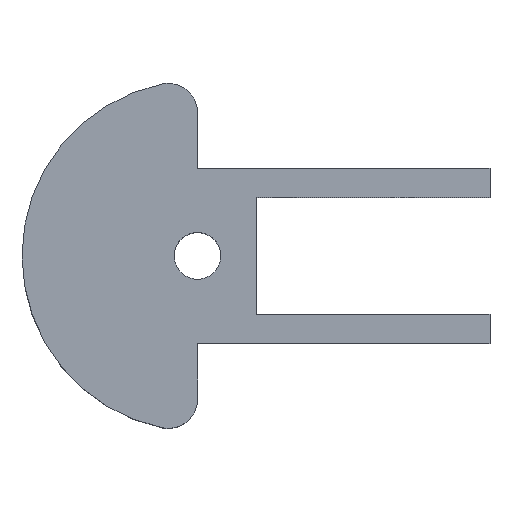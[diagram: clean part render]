
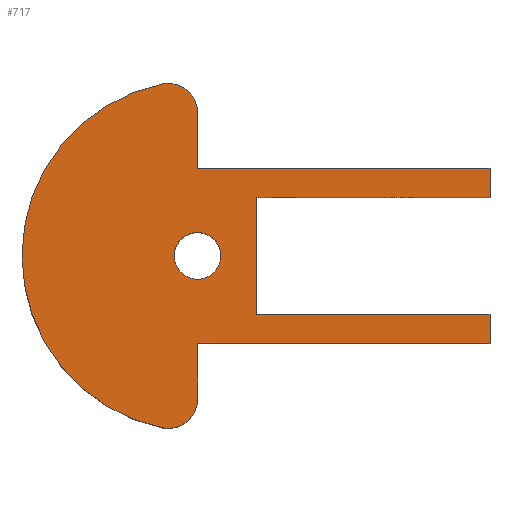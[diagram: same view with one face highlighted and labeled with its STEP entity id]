
A CAD part, top view. The second image highlights one B-rep face of the part: STEP entity #717.
In plain terms, the highlighted planar face has unit normal (0, 0, 1).
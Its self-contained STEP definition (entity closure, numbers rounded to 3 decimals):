
#22 = CARTESIAN_POINT ( 'NONE',  ( -31., -29.394, 20. ) ) ;
#24 = LINE ( 'NONE', #964, #658 ) ;
#27 = CIRCLE ( 'NONE', #155, 4. ) ;
#48 = CARTESIAN_POINT ( 'NONE',  ( -25., 0., 20. ) ) ;
#64 = ORIENTED_EDGE ( 'NONE', *, *, #1091, .F. ) ;
#70 = DIRECTION ( 'NONE',  ( 1., 0., 0. ) ) ;
#78 = FACE_OUTER_BOUND ( 'NONE', #647, .T. ) ;
#85 = EDGE_CURVE ( 'NONE', #1213, #1146, #709, .T. ) ;
#88 = CARTESIAN_POINT ( 'NONE',  ( -25., -15., 20. ) ) ;
#92 = CARTESIAN_POINT ( 'NONE',  ( -31., 29.394, 20. ) ) ;
#96 = CARTESIAN_POINT ( 'NONE',  ( -25., 0., 20. ) ) ;
#116 = CARTESIAN_POINT ( 'NONE',  ( -25., -30., 20. ) ) ;
#122 = VECTOR ( 'NONE', #70, 1000. ) ;
#155 = AXIS2_PLACEMENT_3D ( 'NONE', #1181, #859, #1275 ) ;
#167 = VERTEX_POINT ( 'NONE', #917 ) ;
#186 = CARTESIAN_POINT ( 'NONE',  ( -25., 10., 20. ) ) ;
#193 = LINE ( 'NONE', #186, #487 ) ;
#203 = CARTESIAN_POINT ( 'NONE',  ( 25., -15., 20. ) ) ;
#242 = DIRECTION ( 'NONE',  ( 0., 1., 0. ) ) ;
#251 = AXIS2_PLACEMENT_3D ( 'NONE', #1227, #1026, #302 ) ;
#260 = ORIENTED_EDGE ( 'NONE', *, *, #1339, .T. ) ;
#265 = CARTESIAN_POINT ( 'NONE',  ( 25., 15., 20. ) ) ;
#276 = DIRECTION ( 'NONE',  ( 0., -1., 0. ) ) ;
#286 = CIRCLE ( 'NONE', #682, 30. ) ;
#302 = DIRECTION ( 'NONE',  ( 1., 0., 0. ) ) ;
#307 = VERTEX_POINT ( 'NONE', #1282 ) ;
#311 = CARTESIAN_POINT ( 'NONE',  ( -15., -10., 20. ) ) ;
#314 = VERTEX_POINT ( 'NONE', #562 ) ;
#315 = ORIENTED_EDGE ( 'NONE', *, *, #538, .F. ) ;
#321 = VERTEX_POINT ( 'NONE', #22 ) ;
#329 = EDGE_CURVE ( 'NONE', #167, #314, #1276, .T. ) ;
#337 = DIRECTION ( 'NONE',  ( 1., 0., 0. ) ) ;
#342 = AXIS2_PLACEMENT_3D ( 'NONE', #48, #683, #669 ) ;
#377 = AXIS2_PLACEMENT_3D ( 'NONE', #926, #1340, #849 ) ;
#386 = LINE ( 'NONE', #1190, #708 ) ;
#399 = ORIENTED_EDGE ( 'NONE', *, *, #495, .T. ) ;
#400 = VECTOR ( 'NONE', #1201, 1000. ) ;
#416 = ORIENTED_EDGE ( 'NONE', *, *, #511, .T. ) ;
#423 = VERTEX_POINT ( 'NONE', #426 ) ;
#426 = CARTESIAN_POINT ( 'NONE',  ( -21., 0., 20. ) ) ;
#427 = CARTESIAN_POINT ( 'NONE',  ( -29., 0., 20. ) ) ;
#431 = DIRECTION ( 'NONE',  ( 1., 0., 0. ) ) ;
#458 = VERTEX_POINT ( 'NONE', #837 ) ;
#462 = CIRCLE ( 'NONE', #1148, 30. ) ;
#465 = EDGE_CURVE ( 'NONE', #714, #307, #462, .T. ) ;
#486 = DIRECTION ( 'NONE',  ( 1., 0., 0. ) ) ;
#487 = VECTOR ( 'NONE', #604, 1000. ) ;
#495 = EDGE_CURVE ( 'NONE', #1146, #568, #586, .T. ) ;
#511 = EDGE_CURVE ( 'NONE', #321, #1207, #597, .T. ) ;
#518 = ORIENTED_EDGE ( 'NONE', *, *, #1040, .F. ) ;
#538 = EDGE_CURVE ( 'NONE', #795, #423, #1332, .T. ) ;
#560 = CARTESIAN_POINT ( 'NONE',  ( -15., 10., 20. ) ) ;
#562 = CARTESIAN_POINT ( 'NONE',  ( 25., 15., 20. ) ) ;
#564 = ORIENTED_EDGE ( 'NONE', *, *, #465, .T. ) ;
#568 = VERTEX_POINT ( 'NONE', #1292 ) ;
#574 = CARTESIAN_POINT ( 'NONE',  ( -30., -24.495, 20. ) ) ;
#575 = ORIENTED_EDGE ( 'NONE', *, *, #85, .T. ) ;
#576 = LINE ( 'NONE', #594, #122 ) ;
#586 = LINE ( 'NONE', #265, #400 ) ;
#594 = CARTESIAN_POINT ( 'NONE',  ( -25., -10., 20. ) ) ;
#597 = CIRCLE ( 'NONE', #775, 5. ) ;
#604 = DIRECTION ( 'NONE',  ( -1., 0., 0. ) ) ;
#635 = CARTESIAN_POINT ( 'NONE',  ( -25., 0., 20. ) ) ;
#642 = VECTOR ( 'NONE', #867, 1000. ) ;
#646 = DIRECTION ( 'NONE',  ( -1., 0., 0. ) ) ;
#647 = EDGE_LOOP ( 'NONE', ( #564, #681, #416, #1028, #575, #399, #518, #64, #929, #957, #830, #260, #770 ) ) ;
#649 = DIRECTION ( 'NONE',  ( 0., 0., 1. ) ) ;
#658 = VECTOR ( 'NONE', #242, 1000. ) ;
#669 = DIRECTION ( 'NONE',  ( 1., 0., 0. ) ) ;
#681 = ORIENTED_EDGE ( 'NONE', *, *, #1140, .T. ) ;
#682 = AXIS2_PLACEMENT_3D ( 'NONE', #96, #649, #337 ) ;
#683 = DIRECTION ( 'NONE',  ( 0., 0., 1. ) ) ;
#688 = VERTEX_POINT ( 'NONE', #1019 ) ;
#702 = DIRECTION ( 'NONE',  ( 1., 0., 0. ) ) ;
#708 = VECTOR ( 'NONE', #276, 1000. ) ;
#709 = LINE ( 'NONE', #822, #861 ) ;
#714 = VERTEX_POINT ( 'NONE', #92 ) ;
#717 = ADVANCED_FACE ( 'NONE', ( #812, #78 ), #1122, .T. ) ;
#733 = VECTOR ( 'NONE', #646, 1000. ) ;
#734 = VERTEX_POINT ( 'NONE', #311 ) ;
#762 = CARTESIAN_POINT ( 'NONE',  ( 25., 15., 20. ) ) ;
#770 = ORIENTED_EDGE ( 'NONE', *, *, #1223, .T. ) ;
#775 = AXIS2_PLACEMENT_3D ( 'NONE', #574, #877, #486 ) ;
#795 = VERTEX_POINT ( 'NONE', #427 ) ;
#806 = EDGE_CURVE ( 'NONE', #314, #688, #838, .T. ) ;
#812 = FACE_BOUND ( 'NONE', #1053, .T. ) ;
#822 = CARTESIAN_POINT ( 'NONE',  ( -25., -15., 20. ) ) ;
#830 = ORIENTED_EDGE ( 'NONE', *, *, #806, .T. ) ;
#837 = CARTESIAN_POINT ( 'NONE',  ( -25., 24.495, 20. ) ) ;
#838 = LINE ( 'NONE', #845, #733 ) ;
#845 = CARTESIAN_POINT ( 'NONE',  ( -25., 15., 20. ) ) ;
#848 = LINE ( 'NONE', #116, #642 ) ;
#849 = DIRECTION ( 'NONE',  ( 1., 0., 0. ) ) ;
#851 = ORIENTED_EDGE ( 'NONE', *, *, #1277, .F. ) ;
#859 = DIRECTION ( 'NONE',  ( 0., 0., 1. ) ) ;
#861 = VECTOR ( 'NONE', #702, 1000. ) ;
#867 = DIRECTION ( 'NONE',  ( 0., 1., 0. ) ) ;
#877 = DIRECTION ( 'NONE',  ( 0., 0., 1. ) ) ;
#902 = EDGE_CURVE ( 'NONE', #1207, #1213, #848, .T. ) ;
#917 = CARTESIAN_POINT ( 'NONE',  ( 25., 10., 20. ) ) ;
#926 = CARTESIAN_POINT ( 'NONE',  ( -30., 24.495, 20. ) ) ;
#929 = ORIENTED_EDGE ( 'NONE', *, *, #1173, .F. ) ;
#957 = ORIENTED_EDGE ( 'NONE', *, *, #329, .T. ) ;
#964 = CARTESIAN_POINT ( 'NONE',  ( -25., 15., 20. ) ) ;
#1019 = CARTESIAN_POINT ( 'NONE',  ( -25., 15., 20. ) ) ;
#1026 = DIRECTION ( 'NONE',  ( 0., 0., 1. ) ) ;
#1028 = ORIENTED_EDGE ( 'NONE', *, *, #902, .T. ) ;
#1040 = EDGE_CURVE ( 'NONE', #734, #568, #576, .T. ) ;
#1047 = DIRECTION ( 'NONE',  ( 0., 0., 1. ) ) ;
#1053 = EDGE_LOOP ( 'NONE', ( #851, #315 ) ) ;
#1091 = EDGE_CURVE ( 'NONE', #1284, #734, #386, .T. ) ;
#1107 = CIRCLE ( 'NONE', #377, 5. ) ;
#1122 = PLANE ( 'NONE',  #251 ) ;
#1140 = EDGE_CURVE ( 'NONE', #307, #321, #286, .T. ) ;
#1146 = VERTEX_POINT ( 'NONE', #203 ) ;
#1148 = AXIS2_PLACEMENT_3D ( 'NONE', #635, #1047, #431 ) ;
#1173 = EDGE_CURVE ( 'NONE', #167, #1284, #193, .T. ) ;
#1181 = CARTESIAN_POINT ( 'NONE',  ( -25., 0., 20. ) ) ;
#1190 = CARTESIAN_POINT ( 'NONE',  ( -15., 0., 20. ) ) ;
#1201 = DIRECTION ( 'NONE',  ( 0., 1., 0. ) ) ;
#1207 = VERTEX_POINT ( 'NONE', #1325 ) ;
#1213 = VERTEX_POINT ( 'NONE', #88 ) ;
#1215 = VECTOR ( 'NONE', #1252, 1000. ) ;
#1223 = EDGE_CURVE ( 'NONE', #458, #714, #1107, .T. ) ;
#1227 = CARTESIAN_POINT ( 'NONE',  ( -25., 0., 20. ) ) ;
#1252 = DIRECTION ( 'NONE',  ( 0., 1., 0. ) ) ;
#1275 = DIRECTION ( 'NONE',  ( 1., 0., 0. ) ) ;
#1276 = LINE ( 'NONE', #762, #1215 ) ;
#1277 = EDGE_CURVE ( 'NONE', #423, #795, #27, .T. ) ;
#1282 = CARTESIAN_POINT ( 'NONE',  ( -55., 0., 20. ) ) ;
#1284 = VERTEX_POINT ( 'NONE', #560 ) ;
#1292 = CARTESIAN_POINT ( 'NONE',  ( 25., -10., 20. ) ) ;
#1325 = CARTESIAN_POINT ( 'NONE',  ( -25., -24.495, 20. ) ) ;
#1332 = CIRCLE ( 'NONE', #342, 4. ) ;
#1339 = EDGE_CURVE ( 'NONE', #688, #458, #24, .T. ) ;
#1340 = DIRECTION ( 'NONE',  ( 0., 0., 1. ) ) ;
